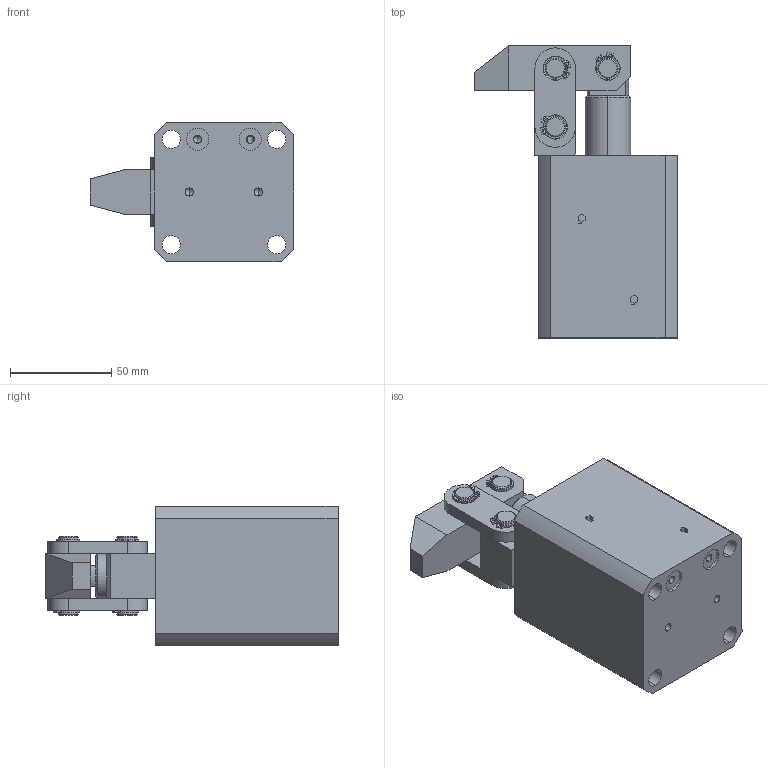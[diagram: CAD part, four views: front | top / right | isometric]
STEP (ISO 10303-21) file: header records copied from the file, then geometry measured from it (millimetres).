
FILE_DESCRIPTION (( 'STEP AP214' ), '1' );
FILE_NAME ('chlc-m40_asm-L.STEP', '2019-11-25T06:28:16', ( 'Windows' ), ( 'Microsoft' ), 'SwSTEP 2.0', 'SolidWorks 2015', '' );
FILE_SCHEMA (( 'AUTOMOTIVE_DESIGN' ));
Length unit declared in the file: millimetre
Products named in the file (1): chlc-m40_asm-L
Bounding box: 100.49 x 144 x 68.97 mm (x, y, z)
Volume: 419997.9 mm3; surface area: 85573.5 mm2
Topology: 15 solids, 19 shells, 467 faces, 1149 edges, 747 vertices
Faces by surface type: cylinder 224, plane 133, cone 66, bspline 34, torus 10
Entity records: 24648 total; most frequent: CARTESIAN_POINT 8193, DIRECTION 2405, ORIENTED_EDGE 2286, EDGE_CURVE 1143, AXIS2_PLACEMENT_3D 957, VERTEX_POINT 747, EDGE_LOOP 550, CIRCLE 523
